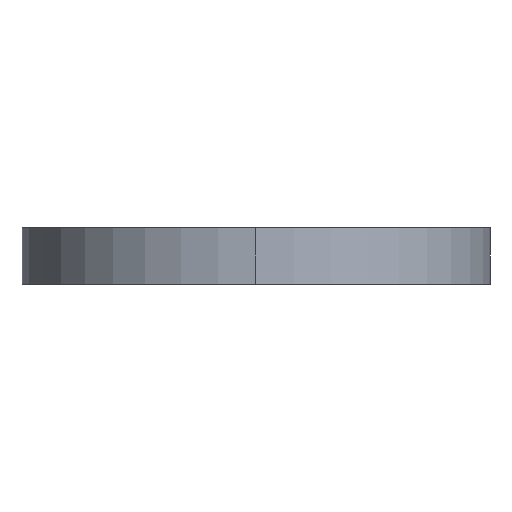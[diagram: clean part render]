
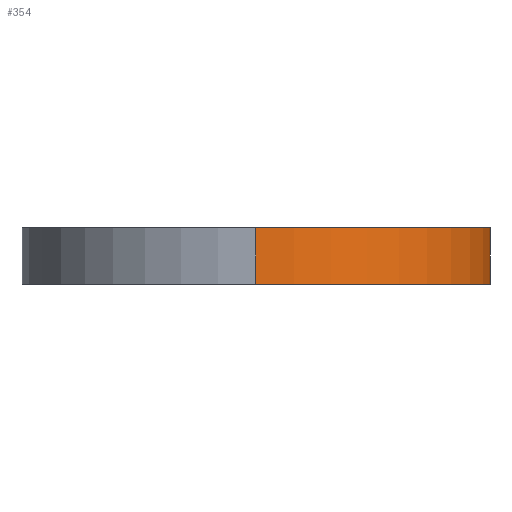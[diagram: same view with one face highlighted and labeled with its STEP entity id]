
A CAD part, left-side view. The second image highlights one B-rep face of the part: STEP entity #354.
In plain terms, the highlighted cylindrical face has radius 20.7 mm (diameter 41.4 mm), a partial arc.
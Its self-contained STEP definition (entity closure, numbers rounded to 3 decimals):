
#2 = EDGE_CURVE ( 'NONE', #470, #194, #359, .T. ) ;
#14 = CIRCLE ( 'NONE', #220, 20.7 ) ;
#80 = FACE_OUTER_BOUND ( 'NONE', #639, .T. ) ;
#114 = VECTOR ( 'NONE', #634, 1000. ) ;
#126 = CIRCLE ( 'NONE', #227, 20.7 ) ;
#129 = VERTEX_POINT ( 'NONE', #487 ) ;
#150 = EDGE_CURVE ( 'NONE', #470, #129, #14, .T. ) ;
#194 = VERTEX_POINT ( 'NONE', #216 ) ;
#208 = VECTOR ( 'NONE', #573, 1000. ) ;
#215 = CARTESIAN_POINT ( 'NONE',  ( 4.699, -20.16, 0. ) ) ;
#216 = CARTESIAN_POINT ( 'NONE',  ( -20.7, 0., 0. ) ) ;
#220 = AXIS2_PLACEMENT_3D ( 'NONE', #376, #316, #583 ) ;
#227 = AXIS2_PLACEMENT_3D ( 'NONE', #677, #687, #465 ) ;
#303 = DIRECTION ( 'NONE',  ( -1., 0., 0. ) ) ;
#305 = ORIENTED_EDGE ( 'NONE', *, *, #388, .F. ) ;
#316 = DIRECTION ( 'NONE',  ( 0., 0., 1. ) ) ;
#348 = EDGE_CURVE ( 'NONE', #194, #521, #126, .T. ) ;
#354 = ADVANCED_FACE ( 'NONE', ( #80 ), #358, .T. ) ;
#358 = CYLINDRICAL_SURFACE ( 'NONE', #652, 20.7 ) ;
#359 = LINE ( 'NONE', #416, #208 ) ;
#366 = CARTESIAN_POINT ( 'NONE',  ( -20.7, 0., 5. ) ) ;
#376 = CARTESIAN_POINT ( 'NONE',  ( 0., 0., 5. ) ) ;
#388 = EDGE_CURVE ( 'NONE', #129, #521, #576, .T. ) ;
#415 = CARTESIAN_POINT ( 'NONE',  ( 0., 0., 5. ) ) ;
#416 = CARTESIAN_POINT ( 'NONE',  ( -20.7, 0., 5. ) ) ;
#445 = ORIENTED_EDGE ( 'NONE', *, *, #150, .F. ) ;
#465 = DIRECTION ( 'NONE',  ( 1., 0., 0. ) ) ;
#470 = VERTEX_POINT ( 'NONE', #366 ) ;
#487 = CARTESIAN_POINT ( 'NONE',  ( 4.699, -20.16, 5. ) ) ;
#521 = VERTEX_POINT ( 'NONE', #215 ) ;
#523 = CARTESIAN_POINT ( 'NONE',  ( 4.699, -20.16, 5. ) ) ;
#537 = ORIENTED_EDGE ( 'NONE', *, *, #2, .T. ) ;
#573 = DIRECTION ( 'NONE',  ( 0., 0., -1. ) ) ;
#576 = LINE ( 'NONE', #523, #114 ) ;
#579 = DIRECTION ( 'NONE',  ( 0., 0., -1. ) ) ;
#583 = DIRECTION ( 'NONE',  ( 1., 0., 0. ) ) ;
#634 = DIRECTION ( 'NONE',  ( 0., 0., -1. ) ) ;
#639 = EDGE_LOOP ( 'NONE', ( #445, #537, #679, #305 ) ) ;
#652 = AXIS2_PLACEMENT_3D ( 'NONE', #415, #579, #303 ) ;
#677 = CARTESIAN_POINT ( 'NONE',  ( 0., 0., 0. ) ) ;
#679 = ORIENTED_EDGE ( 'NONE', *, *, #348, .T. ) ;
#687 = DIRECTION ( 'NONE',  ( 0., 0., 1. ) ) ;
